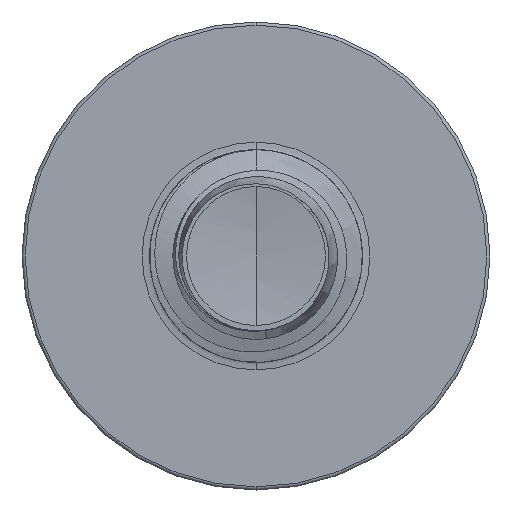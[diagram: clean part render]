
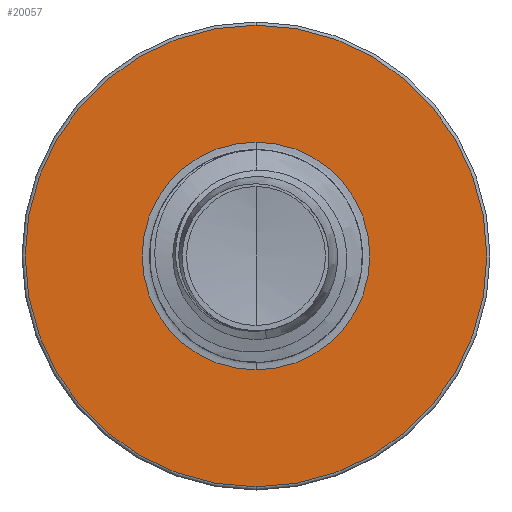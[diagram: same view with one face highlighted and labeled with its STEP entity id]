
A CAD part, front view. The second image highlights one B-rep face of the part: STEP entity #20057.
In plain terms, the highlighted planar face has unit normal (0, -1, 0).
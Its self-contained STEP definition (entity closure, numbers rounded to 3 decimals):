
#477 = CARTESIAN_POINT ( 'NONE',  ( 0., 17.5, 0. ) ) ;
#1306 = ORIENTED_EDGE ( 'NONE', *, *, #25456, .T. ) ;
#3488 = DIRECTION ( 'NONE',  ( 0., 0., 1. ) ) ;
#3495 = DIRECTION ( 'NONE',  ( 0., 1., 0. ) ) ;
#3537 = CARTESIAN_POINT ( 'NONE',  ( 0., 17.5, 0. ) ) ;
#4087 = DIRECTION ( 'NONE',  ( 0., 0., 1. ) ) ;
#5522 = EDGE_CURVE ( 'NONE', #37679, #8119, #33807, .T. ) ;
#5591 = AXIS2_PLACEMENT_3D ( 'NONE', #12007, #32209, #15313 ) ;
#6365 = ORIENTED_EDGE ( 'NONE', *, *, #5522, .F. ) ;
#8119 = VERTEX_POINT ( 'NONE', #26645 ) ;
#9332 = AXIS2_PLACEMENT_3D ( 'NONE', #23078, #20243, #37823 ) ;
#9654 = ORIENTED_EDGE ( 'NONE', *, *, #36415, .F. ) ;
#10877 = EDGE_CURVE ( 'NONE', #22007, #19255, #31609, .T. ) ;
#12007 = CARTESIAN_POINT ( 'NONE',  ( 0., 17.5, 0. ) ) ;
#12924 = CARTESIAN_POINT ( 'NONE',  ( 0., 17.5, 5.425 ) ) ;
#14601 = FACE_OUTER_BOUND ( 'NONE', #19334, .T. ) ;
#15313 = DIRECTION ( 'NONE',  ( 0., 0., 1. ) ) ;
#17283 = DIRECTION ( 'NONE',  ( 0., 1., 0. ) ) ;
#18935 = EDGE_LOOP ( 'NONE', ( #1306, #33657 ) ) ;
#19255 = VERTEX_POINT ( 'NONE', #27376 ) ;
#19334 = EDGE_LOOP ( 'NONE', ( #6365, #9654 ) ) ;
#20057 = ADVANCED_FACE ( 'NONE', ( #14601, #27309 ), #31173, .F. ) ;
#20243 = DIRECTION ( 'NONE',  ( 0., 1., 0. ) ) ;
#22007 = VERTEX_POINT ( 'NONE', #26765 ) ;
#23078 = CARTESIAN_POINT ( 'NONE',  ( 0., 17.5, -2.677 ) ) ;
#23608 = DIRECTION ( 'NONE',  ( 0., 1., 0. ) ) ;
#25088 = AXIS2_PLACEMENT_3D ( 'NONE', #33649, #17283, #35792 ) ;
#25456 = EDGE_CURVE ( 'NONE', #19255, #22007, #34720, .T. ) ;
#25969 = AXIS2_PLACEMENT_3D ( 'NONE', #3537, #3495, #3488 ) ;
#26645 = CARTESIAN_POINT ( 'NONE',  ( 0., 17.5, -5.425 ) ) ;
#26765 = CARTESIAN_POINT ( 'NONE',  ( 0., 17.5, -2.677 ) ) ;
#27309 = FACE_BOUND ( 'NONE', #18935, .T. ) ;
#27376 = CARTESIAN_POINT ( 'NONE',  ( 0., 17.5, 2.677 ) ) ;
#30072 = CIRCLE ( 'NONE', #33390, 5.425 ) ;
#31173 = PLANE ( 'NONE',  #9332 ) ;
#31609 = CIRCLE ( 'NONE', #25088, 2.677 ) ;
#32209 = DIRECTION ( 'NONE',  ( 0., 1., 0. ) ) ;
#33390 = AXIS2_PLACEMENT_3D ( 'NONE', #477, #23608, #4087 ) ;
#33649 = CARTESIAN_POINT ( 'NONE',  ( 0., 17.5, 0. ) ) ;
#33657 = ORIENTED_EDGE ( 'NONE', *, *, #10877, .T. ) ;
#33807 = CIRCLE ( 'NONE', #25969, 5.425 ) ;
#34720 = CIRCLE ( 'NONE', #5591, 2.677 ) ;
#35792 = DIRECTION ( 'NONE',  ( 0., 0., 1. ) ) ;
#36415 = EDGE_CURVE ( 'NONE', #8119, #37679, #30072, .T. ) ;
#37679 = VERTEX_POINT ( 'NONE', #12924 ) ;
#37823 = DIRECTION ( 'NONE',  ( 0., 0., 1. ) ) ;
